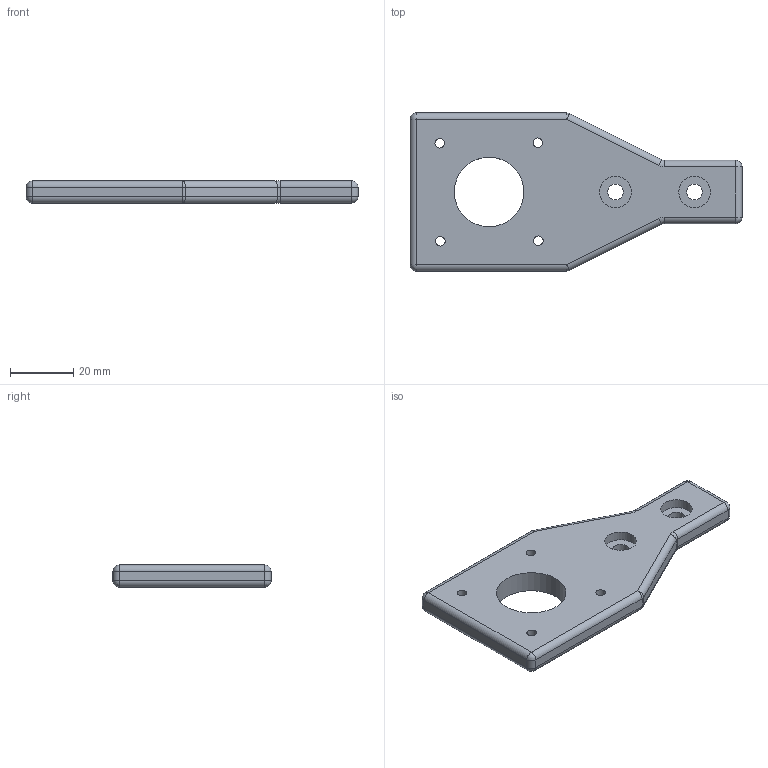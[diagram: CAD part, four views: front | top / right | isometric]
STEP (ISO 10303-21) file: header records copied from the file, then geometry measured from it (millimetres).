
FILE_DESCRIPTION(/* description */ (''),/* implementation_level */ '2;1');
FILE_NAME(/* name */ 'x-axis-motor-mount.step',/* time_stamp */ '2025-05-16T23:47:22-04:00',/* author */ (''),/* organization */ (''),/* preprocessor_version */ 'ST-DEVELOPER v20.1',/* originating_system */ 'Autodesk Translation Framework v14.4.0.0',/* authorisation */ '');
FILE_SCHEMA (('AUTOMOTIVE_DESIGN { 1 0 10303 214 3 1 1 }'));
Length unit declared in the file: millimetre
Products named in the file (1): x-axis-motor-mount
Bounding box: 105 x 50 x 7 mm (x, y, z)
Volume: 24187.1 mm3; surface area: 9829.7 mm2
Topology: 1 solids, 1 shells, 69 faces, 139 edges, 78 vertices
Faces by surface type: cylinder 37, plane 16, sphere 12, torus 4
Full cylindrical faces by diameter (mm): 3 x4, 5 x2, 6 x4, 10 x2, 22 x1
Entity records: 1840 total; most frequent: DIRECTION 357, CARTESIAN_POINT 287, ORIENTED_EDGE 278, AXIS2_PLACEMENT_3D 148, EDGE_CURVE 139, EDGE_LOOP 89, CIRCLE 78, VERTEX_POINT 78
